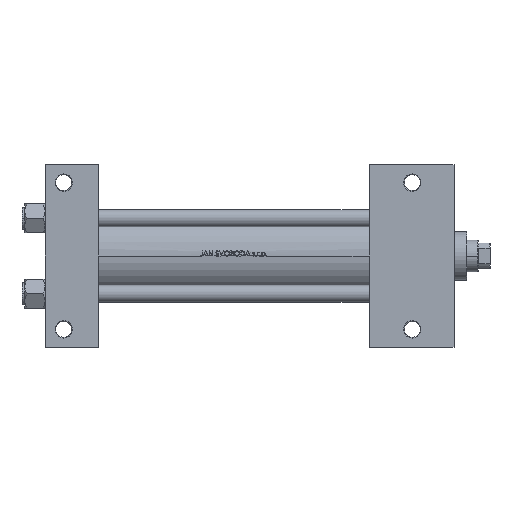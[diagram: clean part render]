
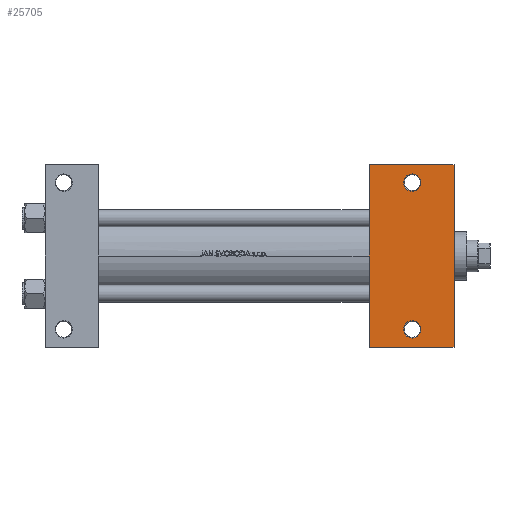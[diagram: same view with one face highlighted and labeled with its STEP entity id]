
A CAD part, front view. The second image highlights one B-rep face of the part: STEP entity #25705.
In plain terms, the highlighted face is planar.
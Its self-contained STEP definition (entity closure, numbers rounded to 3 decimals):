
#120 = CARTESIAN_POINT ( 'NONE',  ( 249.001, -51., -37.5 ) ) ;
#587 = DIRECTION ( 'NONE',  ( -1., 0., 0. ) ) ;
#1246 = VERTEX_POINT ( 'NONE', #4416 ) ;
#2713 = CARTESIAN_POINT ( 'NONE',  ( 255., 51., -37.5 ) ) ;
#4416 = CARTESIAN_POINT ( 'NONE',  ( 261., -51., -37.5 ) ) ;
#6343 = DIRECTION ( 'NONE',  ( -1., 0., 0. ) ) ;
#6808 = ORIENTED_EDGE ( 'NONE', *, *, #44493, .T. ) ;
#6852 = VECTOR ( 'NONE', #42466, 1000. ) ;
#8149 = AXIS2_PLACEMENT_3D ( 'NONE', #25185, #40316, #6343 ) ;
#9218 = VERTEX_POINT ( 'NONE', #34769 ) ;
#9228 = CARTESIAN_POINT ( 'NONE',  ( 284., 37.5, -37.5 ) ) ;
#10061 = CARTESIAN_POINT ( 'NONE',  ( 255., -51., -37.5 ) ) ;
#10286 = DIRECTION ( 'NONE',  ( 0., 0., 1. ) ) ;
#10294 = AXIS2_PLACEMENT_3D ( 'NONE', #40541, #10286, #32861 ) ;
#10417 = CARTESIAN_POINT ( 'NONE',  ( 261., 51., -37.5 ) ) ;
#10762 = EDGE_LOOP ( 'NONE', ( #26459, #14660 ) ) ;
#12166 = CARTESIAN_POINT ( 'NONE',  ( 284., 63.5, -37.5 ) ) ;
#12837 = VERTEX_POINT ( 'NONE', #40709 ) ;
#12932 = CIRCLE ( 'NONE', #38317, 5.999 ) ;
#13112 = ORIENTED_EDGE ( 'NONE', *, *, #20077, .T. ) ;
#13805 = ORIENTED_EDGE ( 'NONE', *, *, #17532, .F. ) ;
#14014 = AXIS2_PLACEMENT_3D ( 'NONE', #41688, #23081, #29779 ) ;
#14029 = ORIENTED_EDGE ( 'NONE', *, *, #48094, .T. ) ;
#14660 = ORIENTED_EDGE ( 'NONE', *, *, #31443, .T. ) ;
#15597 = CIRCLE ( 'NONE', #14014, 5.999 ) ;
#15998 = VERTEX_POINT ( 'NONE', #120 ) ;
#16663 = VERTEX_POINT ( 'NONE', #10417 ) ;
#17394 = CIRCLE ( 'NONE', #10294, 5.999 ) ;
#17532 = EDGE_CURVE ( 'NONE', #39577, #9218, #46426, .T. ) ;
#17606 = CARTESIAN_POINT ( 'NONE',  ( 225., 63.5, -37.5 ) ) ;
#20077 = EDGE_CURVE ( 'NONE', #12837, #16663, #17394, .T. ) ;
#20874 = CARTESIAN_POINT ( 'NONE',  ( 284., -63.5, -37.5 ) ) ;
#21091 = LINE ( 'NONE', #17606, #21706 ) ;
#21706 = VECTOR ( 'NONE', #36479, 1000. ) ;
#22763 = EDGE_CURVE ( 'NONE', #27100, #9218, #46427, .T. ) ;
#23081 = DIRECTION ( 'NONE',  ( 0., 0., 1. ) ) ;
#24947 = FACE_BOUND ( 'NONE', #10762, .T. ) ;
#25185 = CARTESIAN_POINT ( 'NONE',  ( 284., 37.5, -37.5 ) ) ;
#25705 = ADVANCED_FACE ( 'NONE', ( #44779, #24947, #29146 ), #47999, .T. ) ;
#25993 = AXIS2_PLACEMENT_3D ( 'NONE', #2713, #39669, #32708 ) ;
#26459 = ORIENTED_EDGE ( 'NONE', *, *, #45262, .T. ) ;
#27100 = VERTEX_POINT ( 'NONE', #20874 ) ;
#27583 = CARTESIAN_POINT ( 'NONE',  ( 225., -63.5, -37.5 ) ) ;
#28395 = DIRECTION ( 'NONE',  ( -1., 0., 0. ) ) ;
#28481 = CARTESIAN_POINT ( 'NONE',  ( 225., 63.5, -37.5 ) ) ;
#28597 = ORIENTED_EDGE ( 'NONE', *, *, #22763, .T. ) ;
#29146 = FACE_OUTER_BOUND ( 'NONE', #44320, .T. ) ;
#29779 = DIRECTION ( 'NONE',  ( -1., 0., 0. ) ) ;
#30080 = VECTOR ( 'NONE', #47152, 1000. ) ;
#30185 = VECTOR ( 'NONE', #587, 1000. ) ;
#31308 = CARTESIAN_POINT ( 'NONE',  ( 225., 37.5, -37.5 ) ) ;
#31331 = ORIENTED_EDGE ( 'NONE', *, *, #32840, .T. ) ;
#31443 = EDGE_CURVE ( 'NONE', #1246, #15998, #12932, .T. ) ;
#32708 = DIRECTION ( 'NONE',  ( -1., 0., 0. ) ) ;
#32840 = EDGE_CURVE ( 'NONE', #39577, #47119, #21091, .T. ) ;
#32861 = DIRECTION ( 'NONE',  ( -1., 0., 0. ) ) ;
#34769 = CARTESIAN_POINT ( 'NONE',  ( 225., -63.5, -37.5 ) ) ;
#36136 = EDGE_LOOP ( 'NONE', ( #13112, #6808 ) ) ;
#36479 = DIRECTION ( 'NONE',  ( 1., 0., 0. ) ) ;
#38317 = AXIS2_PLACEMENT_3D ( 'NONE', #10061, #40072, #28395 ) ;
#39577 = VERTEX_POINT ( 'NONE', #28481 ) ;
#39669 = DIRECTION ( 'NONE',  ( 0., 0., 1. ) ) ;
#40072 = DIRECTION ( 'NONE',  ( 0., 0., 1. ) ) ;
#40207 = LINE ( 'NONE', #9228, #30080 ) ;
#40316 = DIRECTION ( 'NONE',  ( 0., 0., -1. ) ) ;
#40541 = CARTESIAN_POINT ( 'NONE',  ( 255., 51., -37.5 ) ) ;
#40709 = CARTESIAN_POINT ( 'NONE',  ( 249.001, 51., -37.5 ) ) ;
#41688 = CARTESIAN_POINT ( 'NONE',  ( 255., -51., -37.5 ) ) ;
#42466 = DIRECTION ( 'NONE',  ( 0., -1., 0. ) ) ;
#44320 = EDGE_LOOP ( 'NONE', ( #13805, #31331, #14029, #28597 ) ) ;
#44493 = EDGE_CURVE ( 'NONE', #16663, #12837, #46492, .T. ) ;
#44779 = FACE_BOUND ( 'NONE', #36136, .T. ) ;
#45262 = EDGE_CURVE ( 'NONE', #15998, #1246, #15597, .T. ) ;
#46426 = LINE ( 'NONE', #31308, #6852 ) ;
#46427 = LINE ( 'NONE', #27583, #30185 ) ;
#46492 = CIRCLE ( 'NONE', #25993, 5.999 ) ;
#47119 = VERTEX_POINT ( 'NONE', #12166 ) ;
#47152 = DIRECTION ( 'NONE',  ( 0., -1., 0. ) ) ;
#47999 = PLANE ( 'NONE',  #8149 ) ;
#48094 = EDGE_CURVE ( 'NONE', #47119, #27100, #40207, .T. ) ;
